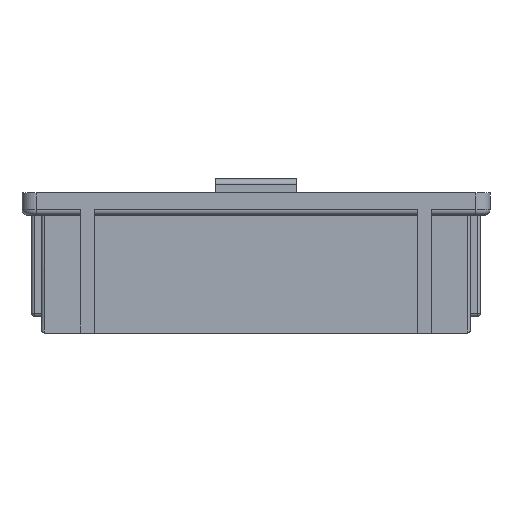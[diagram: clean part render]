
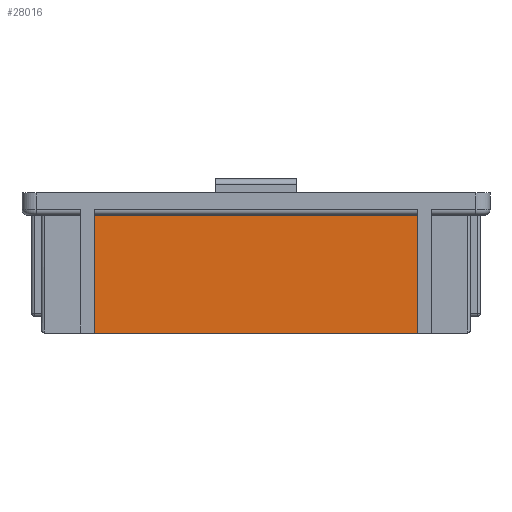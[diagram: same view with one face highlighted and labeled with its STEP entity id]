
A CAD part, front view. The second image highlights one B-rep face of the part: STEP entity #28016.
In plain terms, the highlighted planar face has unit normal (0, -1, 0).
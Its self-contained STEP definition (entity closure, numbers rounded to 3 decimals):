
#636 = LINE ( 'NONE', #1824, #16365 ) ;
#1571 = EDGE_CURVE ( 'NONE', #17185, #28300, #23934, .T. ) ;
#1824 = CARTESIAN_POINT ( 'NONE',  ( 6.275, -3.025, 4.2 ) ) ;
#4179 = CARTESIAN_POINT ( 'NONE',  ( -5.275, -3.025, 4.2 ) ) ;
#4473 = CARTESIAN_POINT ( 'NONE',  ( 6.275, -3.025, 0. ) ) ;
#4553 = LINE ( 'NONE', #26653, #16640 ) ;
#5176 = VERTEX_POINT ( 'NONE', #4473 ) ;
#5510 = ORIENTED_EDGE ( 'NONE', *, *, #25661, .T. ) ;
#8067 = PLANE ( 'NONE',  #19839 ) ;
#8199 = FACE_OUTER_BOUND ( 'NONE', #23380, .T. ) ;
#8465 = DIRECTION ( 'NONE',  ( 0., 0., 1. ) ) ;
#8474 = DIRECTION ( 'NONE',  ( 0., 0., -1. ) ) ;
#9284 = EDGE_CURVE ( 'NONE', #5176, #17185, #636, .T. ) ;
#9590 = LINE ( 'NONE', #11355, #17077 ) ;
#10522 = CARTESIAN_POINT ( 'NONE',  ( 6.275, -3.025, 4.2 ) ) ;
#10953 = DIRECTION ( 'NONE',  ( -1., 0., 0. ) ) ;
#11355 = CARTESIAN_POINT ( 'NONE',  ( -5.275, -3.025, 4.2 ) ) ;
#13822 = ORIENTED_EDGE ( 'NONE', *, *, #1571, .T. ) ;
#14450 = ORIENTED_EDGE ( 'NONE', *, *, #9284, .T. ) ;
#14698 = DIRECTION ( 'NONE',  ( 0., -1., 0. ) ) ;
#15538 = DIRECTION ( 'NONE',  ( 1., 0., 0. ) ) ;
#15974 = CARTESIAN_POINT ( 'NONE',  ( -5.275, -3.025, 4.2 ) ) ;
#16246 = DIRECTION ( 'NONE',  ( 0., 0., -1. ) ) ;
#16365 = VECTOR ( 'NONE', #8465, 1000. ) ;
#16640 = VECTOR ( 'NONE', #15538, 1000. ) ;
#17077 = VECTOR ( 'NONE', #16246, 1000. ) ;
#17185 = VERTEX_POINT ( 'NONE', #10522 ) ;
#19794 = ORIENTED_EDGE ( 'NONE', *, *, #26987, .T. ) ;
#19839 = AXIS2_PLACEMENT_3D ( 'NONE', #26079, #14698, #8474 ) ;
#23380 = EDGE_LOOP ( 'NONE', ( #19794, #14450, #13822, #5510 ) ) ;
#23934 = LINE ( 'NONE', #4179, #27141 ) ;
#24226 = CARTESIAN_POINT ( 'NONE',  ( -5.275, -3.025, 0. ) ) ;
#25661 = EDGE_CURVE ( 'NONE', #28300, #26623, #9590, .T. ) ;
#26079 = CARTESIAN_POINT ( 'NONE',  ( 3., -3.025, 0. ) ) ;
#26623 = VERTEX_POINT ( 'NONE', #24226 ) ;
#26653 = CARTESIAN_POINT ( 'NONE',  ( -5.275, -3.025, 0. ) ) ;
#26987 = EDGE_CURVE ( 'NONE', #26623, #5176, #4553, .T. ) ;
#27141 = VECTOR ( 'NONE', #10953, 1000. ) ;
#28016 = ADVANCED_FACE ( 'NONE', ( #8199 ), #8067, .T. ) ;
#28300 = VERTEX_POINT ( 'NONE', #15974 ) ;
